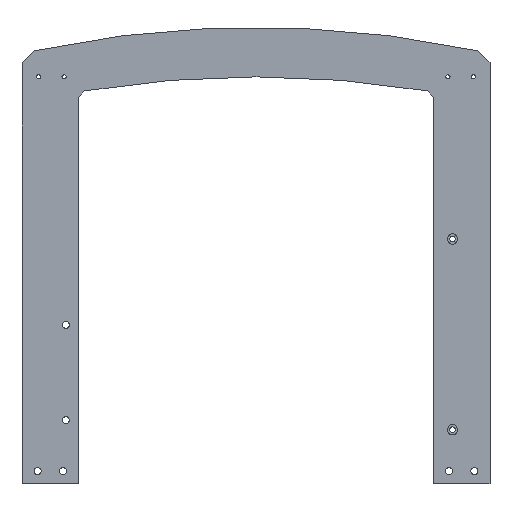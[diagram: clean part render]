
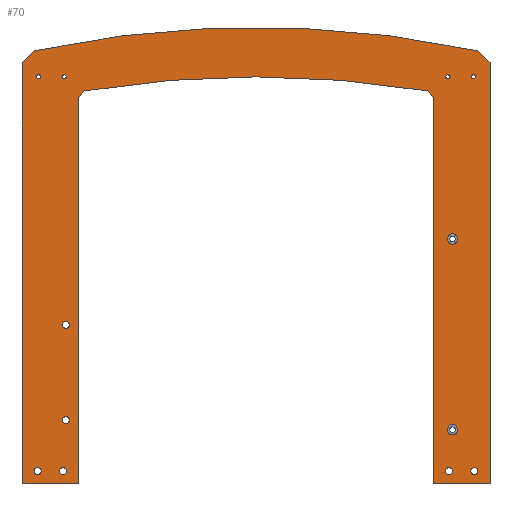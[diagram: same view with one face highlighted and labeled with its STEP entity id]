
A CAD part, front view. The second image highlights one B-rep face of the part: STEP entity #70.
In plain terms, the highlighted planar face has unit normal (0, -1, 0).
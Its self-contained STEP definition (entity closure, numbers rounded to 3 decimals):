
#22 = VERTEX_POINT('',#23);
#23 = CARTESIAN_POINT('',(342.5,-6.,88.5));
#39 = EDGE_CURVE('',#22,#22,#40,.T.);
#40 = CIRCLE('',#41,4.);
#41 = AXIS2_PLACEMENT_3D('',#42,#43,#44);
#42 = CARTESIAN_POINT('',(338.5,-6.,88.5));
#43 = DIRECTION('',(0.,1.,0.));
#44 = DIRECTION('',(-1.,0.,0.));
#70 = ADVANCED_FACE('',(#71,#171,#182,#193,#204,#215,#226,#237,#240,#251
    ,#262,#273,#284),#295,.T.);
#71 = FACE_BOUND('',#72,.T.);
#72 = EDGE_LOOP('',(#73,#83,#91,#99,#107,#116,#124,#132,#140,#148,#156,
    #165));
#73 = ORIENTED_EDGE('',*,*,#74,.T.);
#74 = EDGE_CURVE('',#75,#77,#79,.T.);
#75 = VERTEX_POINT('',#76);
#76 = CARTESIAN_POINT('',(323.5,-6.,350.));
#77 = VERTEX_POINT('',#78);
#78 = CARTESIAN_POINT('',(323.5,-6.,46.));
#79 = LINE('',#80,#81);
#80 = CARTESIAN_POINT('',(323.5,-6.,51.));
#81 = VECTOR('',#82,1.);
#82 = DIRECTION('',(0.,0.,-1.));
#83 = ORIENTED_EDGE('',*,*,#84,.T.);
#84 = EDGE_CURVE('',#77,#85,#87,.T.);
#85 = VERTEX_POINT('',#86);
#86 = CARTESIAN_POINT('',(368.,-6.,46.));
#87 = LINE('',#88,#89);
#88 = CARTESIAN_POINT('',(0.,-6.,46.));
#89 = VECTOR('',#90,1.);
#90 = DIRECTION('',(1.,0.,0.));
#91 = ORIENTED_EDGE('',*,*,#92,.T.);
#92 = EDGE_CURVE('',#85,#93,#95,.T.);
#93 = VERTEX_POINT('',#94);
#94 = CARTESIAN_POINT('',(368.,-6.,377.));
#95 = LINE('',#96,#97);
#96 = CARTESIAN_POINT('',(368.,-6.,7.));
#97 = VECTOR('',#98,1.);
#98 = DIRECTION('',(0.,0.,1.));
#99 = ORIENTED_EDGE('',*,*,#100,.T.);
#100 = EDGE_CURVE('',#93,#101,#103,.T.);
#101 = VERTEX_POINT('',#102);
#102 = CARTESIAN_POINT('',(358.5,-6.,386.5));
#103 = LINE('',#104,#105);
#104 = CARTESIAN_POINT('',(358.5,-6.,386.5));
#105 = VECTOR('',#106,1.);
#106 = DIRECTION('',(-0.707,0.,0.707));
#107 = ORIENTED_EDGE('',*,*,#108,.T.);
#108 = EDGE_CURVE('',#101,#109,#111,.T.);
#109 = VERTEX_POINT('',#110);
#110 = CARTESIAN_POINT('',(9.5,-6.,386.5));
#111 = CIRCLE('',#112,832.23);
#112 = AXIS2_PLACEMENT_3D('',#113,#114,#115);
#113 = CARTESIAN_POINT('',(184.,-6.,-427.23));
#114 = DIRECTION('',(0.,-1.,0.));
#115 = DIRECTION('',(0.21,0.,0.978)
  );
#116 = ORIENTED_EDGE('',*,*,#117,.T.);
#117 = EDGE_CURVE('',#109,#118,#120,.T.);
#118 = VERTEX_POINT('',#119);
#119 = CARTESIAN_POINT('',(0.,-6.,377.));
#120 = LINE('',#121,#122);
#121 = CARTESIAN_POINT('',(0.,-6.,377.));
#122 = VECTOR('',#123,1.);
#123 = DIRECTION('',(-0.707,0.,-0.707));
#124 = ORIENTED_EDGE('',*,*,#125,.T.);
#125 = EDGE_CURVE('',#118,#126,#128,.T.);
#126 = VERTEX_POINT('',#127);
#127 = CARTESIAN_POINT('',(0.,-6.,46.));
#128 = LINE('',#129,#130);
#129 = CARTESIAN_POINT('',(0.,-6.,7.));
#130 = VECTOR('',#131,1.);
#131 = DIRECTION('',(0.,0.,-1.));
#132 = ORIENTED_EDGE('',*,*,#133,.T.);
#133 = EDGE_CURVE('',#126,#134,#136,.T.);
#134 = VERTEX_POINT('',#135);
#135 = CARTESIAN_POINT('',(44.5,-6.,46.));
#136 = LINE('',#137,#138);
#137 = CARTESIAN_POINT('',(0.,-6.,46.));
#138 = VECTOR('',#139,1.);
#139 = DIRECTION('',(1.,0.,0.));
#140 = ORIENTED_EDGE('',*,*,#141,.F.);
#141 = EDGE_CURVE('',#142,#134,#144,.T.);
#142 = VERTEX_POINT('',#143);
#143 = CARTESIAN_POINT('',(44.5,-6.,350.));
#144 = LINE('',#145,#146);
#145 = CARTESIAN_POINT('',(44.5,-6.,123.5));
#146 = VECTOR('',#147,1.);
#147 = DIRECTION('',(0.,0.,-1.));
#148 = ORIENTED_EDGE('',*,*,#149,.T.);
#149 = EDGE_CURVE('',#142,#150,#152,.T.);
#150 = VERTEX_POINT('',#151);
#151 = CARTESIAN_POINT('',(49.5,-6.,355.));
#152 = LINE('',#153,#154);
#153 = CARTESIAN_POINT('',(44.5,-6.,350.));
#154 = VECTOR('',#155,1.);
#155 = DIRECTION('',(0.707,0.,0.707));
#156 = ORIENTED_EDGE('',*,*,#157,.T.);
#157 = EDGE_CURVE('',#150,#158,#160,.T.);
#158 = VERTEX_POINT('',#159);
#159 = CARTESIAN_POINT('',(318.5,-6.,355.));
#160 = CIRCLE('',#161,827.784);
#161 = AXIS2_PLACEMENT_3D('',#162,#163,#164);
#162 = CARTESIAN_POINT('',(184.,-6.,-461.784));
#163 = DIRECTION('',(0.,1.,0.));
#164 = DIRECTION('',(0.162,0.,0.987)
  );
#165 = ORIENTED_EDGE('',*,*,#166,.T.);
#166 = EDGE_CURVE('',#158,#75,#167,.T.);
#167 = LINE('',#168,#169);
#168 = CARTESIAN_POINT('',(323.5,-6.,350.));
#169 = VECTOR('',#170,1.);
#170 = DIRECTION('',(0.707,0.,-0.707));
#171 = FACE_BOUND('',#172,.T.);
#172 = EDGE_LOOP('',(#173));
#173 = ORIENTED_EDGE('',*,*,#174,.F.);
#174 = EDGE_CURVE('',#175,#175,#177,.T.);
#175 = VERTEX_POINT('',#176);
#176 = CARTESIAN_POINT('',(9.5,-6.,56.));
#177 = CIRCLE('',#178,2.75);
#178 = AXIS2_PLACEMENT_3D('',#179,#180,#181);
#179 = CARTESIAN_POINT('',(12.25,-6.,56.));
#180 = DIRECTION('',(0.,-1.,0.));
#181 = DIRECTION('',(-1.,0.,0.));
#182 = FACE_BOUND('',#183,.T.);
#183 = EDGE_LOOP('',(#184));
#184 = ORIENTED_EDGE('',*,*,#185,.F.);
#185 = EDGE_CURVE('',#186,#186,#188,.T.);
#186 = VERTEX_POINT('',#187);
#187 = CARTESIAN_POINT('',(29.5,-6.,56.));
#188 = CIRCLE('',#189,2.75);
#189 = AXIS2_PLACEMENT_3D('',#190,#191,#192);
#190 = CARTESIAN_POINT('',(32.25,-6.,56.));
#191 = DIRECTION('',(0.,-1.,0.));
#192 = DIRECTION('',(-1.,0.,0.));
#193 = FACE_BOUND('',#194,.T.);
#194 = EDGE_LOOP('',(#195));
#195 = ORIENTED_EDGE('',*,*,#196,.T.);
#196 = EDGE_CURVE('',#197,#197,#199,.T.);
#197 = VERTEX_POINT('',#198);
#198 = CARTESIAN_POINT('',(31.75,-6.,96.));
#199 = CIRCLE('',#200,2.75);
#200 = AXIS2_PLACEMENT_3D('',#201,#202,#203);
#201 = CARTESIAN_POINT('',(34.5,-6.,96.));
#202 = DIRECTION('',(-0.,1.,0.));
#203 = DIRECTION('',(1.,0.,0.));
#204 = FACE_BOUND('',#205,.T.);
#205 = EDGE_LOOP('',(#206));
#206 = ORIENTED_EDGE('',*,*,#207,.T.);
#207 = EDGE_CURVE('',#208,#208,#210,.T.);
#208 = VERTEX_POINT('',#209);
#209 = CARTESIAN_POINT('',(31.75,-6.,171.));
#210 = CIRCLE('',#211,2.75);
#211 = AXIS2_PLACEMENT_3D('',#212,#213,#214);
#212 = CARTESIAN_POINT('',(34.5,-6.,171.));
#213 = DIRECTION('',(-0.,1.,0.));
#214 = DIRECTION('',(1.,0.,0.));
#215 = FACE_BOUND('',#216,.T.);
#216 = EDGE_LOOP('',(#217));
#217 = ORIENTED_EDGE('',*,*,#218,.T.);
#218 = EDGE_CURVE('',#219,#219,#221,.T.);
#219 = VERTEX_POINT('',#220);
#220 = CARTESIAN_POINT('',(338.5,-6.,56.));
#221 = CIRCLE('',#222,2.75);
#222 = AXIS2_PLACEMENT_3D('',#223,#224,#225);
#223 = CARTESIAN_POINT('',(335.75,-6.,56.));
#224 = DIRECTION('',(0.,1.,0.));
#225 = DIRECTION('',(1.,0.,0.));
#226 = FACE_BOUND('',#227,.T.);
#227 = EDGE_LOOP('',(#228));
#228 = ORIENTED_EDGE('',*,*,#229,.T.);
#229 = EDGE_CURVE('',#230,#230,#232,.T.);
#230 = VERTEX_POINT('',#231);
#231 = CARTESIAN_POINT('',(358.5,-6.,56.));
#232 = CIRCLE('',#233,2.75);
#233 = AXIS2_PLACEMENT_3D('',#234,#235,#236);
#234 = CARTESIAN_POINT('',(355.75,-6.,56.));
#235 = DIRECTION('',(0.,1.,0.));
#236 = DIRECTION('',(1.,0.,0.));
#237 = FACE_BOUND('',#238,.T.);
#238 = EDGE_LOOP('',(#239));
#239 = ORIENTED_EDGE('',*,*,#39,.T.);
#240 = FACE_BOUND('',#241,.T.);
#241 = EDGE_LOOP('',(#242));
#242 = ORIENTED_EDGE('',*,*,#243,.T.);
#243 = EDGE_CURVE('',#244,#244,#246,.T.);
#244 = VERTEX_POINT('',#245);
#245 = CARTESIAN_POINT('',(11.45,-6.,366.));
#246 = CIRCLE('',#247,1.65);
#247 = AXIS2_PLACEMENT_3D('',#248,#249,#250);
#248 = CARTESIAN_POINT('',(13.1,-6.,366.));
#249 = DIRECTION('',(-0.,1.,0.));
#250 = DIRECTION('',(1.,0.,0.));
#251 = FACE_BOUND('',#252,.T.);
#252 = EDGE_LOOP('',(#253));
#253 = ORIENTED_EDGE('',*,*,#254,.T.);
#254 = EDGE_CURVE('',#255,#255,#257,.T.);
#255 = VERTEX_POINT('',#256);
#256 = CARTESIAN_POINT('',(31.45,-6.,366.));
#257 = CIRCLE('',#258,1.65);
#258 = AXIS2_PLACEMENT_3D('',#259,#260,#261);
#259 = CARTESIAN_POINT('',(33.1,-6.,366.));
#260 = DIRECTION('',(-0.,1.,0.));
#261 = DIRECTION('',(1.,0.,0.));
#262 = FACE_BOUND('',#263,.T.);
#263 = EDGE_LOOP('',(#264));
#264 = ORIENTED_EDGE('',*,*,#265,.T.);
#265 = EDGE_CURVE('',#266,#266,#268,.T.);
#266 = VERTEX_POINT('',#267);
#267 = CARTESIAN_POINT('',(342.5,-6.,238.5));
#268 = CIRCLE('',#269,4.);
#269 = AXIS2_PLACEMENT_3D('',#270,#271,#272);
#270 = CARTESIAN_POINT('',(338.5,-6.,238.5));
#271 = DIRECTION('',(0.,1.,0.));
#272 = DIRECTION('',(-1.,0.,0.));
#273 = FACE_BOUND('',#274,.T.);
#274 = EDGE_LOOP('',(#275));
#275 = ORIENTED_EDGE('',*,*,#276,.T.);
#276 = EDGE_CURVE('',#277,#277,#279,.T.);
#277 = VERTEX_POINT('',#278);
#278 = CARTESIAN_POINT('',(333.25,-6.,366.));
#279 = CIRCLE('',#280,1.65);
#280 = AXIS2_PLACEMENT_3D('',#281,#282,#283);
#281 = CARTESIAN_POINT('',(334.9,-6.,366.));
#282 = DIRECTION('',(-0.,1.,0.));
#283 = DIRECTION('',(1.,0.,0.));
#284 = FACE_BOUND('',#285,.T.);
#285 = EDGE_LOOP('',(#286));
#286 = ORIENTED_EDGE('',*,*,#287,.T.);
#287 = EDGE_CURVE('',#288,#288,#290,.T.);
#288 = VERTEX_POINT('',#289);
#289 = CARTESIAN_POINT('',(353.25,-6.,366.));
#290 = CIRCLE('',#291,1.65);
#291 = AXIS2_PLACEMENT_3D('',#292,#293,#294);
#292 = CARTESIAN_POINT('',(354.9,-6.,366.));
#293 = DIRECTION('',(-0.,1.,0.));
#294 = DIRECTION('',(1.,0.,0.));
#295 = PLANE('',#296);
#296 = AXIS2_PLACEMENT_3D('',#297,#298,#299);
#297 = CARTESIAN_POINT('',(184.,-6.,201.));
#298 = DIRECTION('',(0.,-1.,0.));
#299 = DIRECTION('',(1.,0.,0.));
